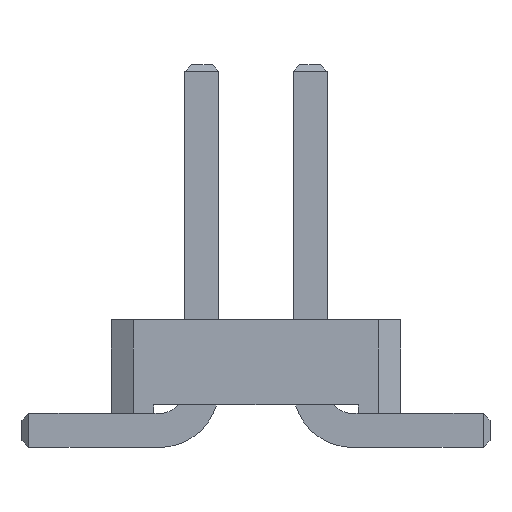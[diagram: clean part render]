
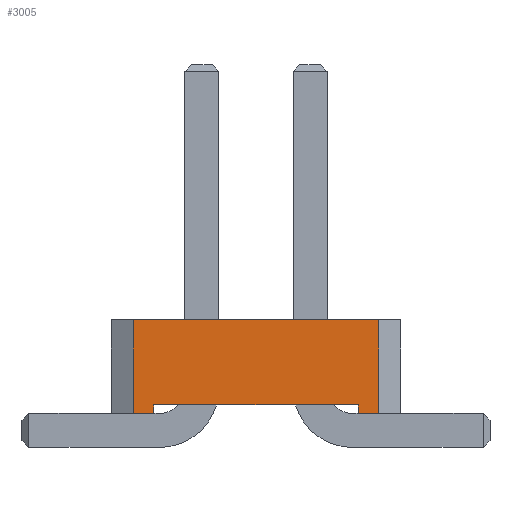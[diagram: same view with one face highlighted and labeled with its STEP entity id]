
A CAD part, left-side view. The second image highlights one B-rep face of the part: STEP entity #3005.
In plain terms, the highlighted planar face has unit normal (-1, 0, 0).
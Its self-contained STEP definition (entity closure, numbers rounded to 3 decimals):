
#128 = PLANE('',#129);
#129 = AXIS2_PLACEMENT_3D('',#130,#131,#132);
#130 = CARTESIAN_POINT('',(-2.54,0.,0.4));
#131 = DIRECTION('',(0.,0.,1.));
#132 = DIRECTION('',(1.,0.,0.));
#213 = PLANE('',#214);
#214 = AXIS2_PLACEMENT_3D('',#215,#216,#217);
#215 = CARTESIAN_POINT('',(-3.175,-1.2,0.5));
#216 = DIRECTION('',(0.,0.,1.));
#217 = DIRECTION('',(1.,0.,0.));
#548 = VERTEX_POINT('',#549);
#549 = CARTESIAN_POINT('',(-3.175,1.2,0.5));
#565 = PLANE('',#566);
#566 = AXIS2_PLACEMENT_3D('',#567,#568,#569);
#567 = CARTESIAN_POINT('',(-3.175,1.2,0.5));
#568 = DIRECTION('',(0.,1.,0.));
#569 = DIRECTION('',(0.,0.,-1.));
#606 = VERTEX_POINT('',#607);
#607 = CARTESIAN_POINT('',(-3.175,-1.2,0.5));
#621 = PLANE('',#622);
#622 = AXIS2_PLACEMENT_3D('',#623,#624,#625);
#623 = CARTESIAN_POINT('',(-3.175,-1.2,0.4));
#624 = DIRECTION('',(0.,-1.,0.));
#625 = DIRECTION('',(1.,0.,0.));
#633 = EDGE_CURVE('',#606,#548,#634,.T.);
#634 = SURFACE_CURVE('',#635,(#639,#646),.PCURVE_S1.);
#635 = LINE('',#636,#637);
#636 = CARTESIAN_POINT('',(-3.175,-1.2,0.5));
#637 = VECTOR('',#638,1.);
#638 = DIRECTION('',(0.,1.,0.));
#639 = PCURVE('',#213,#640);
#640 = DEFINITIONAL_REPRESENTATION('',(#641),#645);
#641 = LINE('',#642,#643);
#642 = CARTESIAN_POINT('',(0.,0.));
#643 = VECTOR('',#644,1.);
#644 = DIRECTION('',(0.,1.));
#645 = ( GEOMETRIC_REPRESENTATION_CONTEXT(2) 
PARAMETRIC_REPRESENTATION_CONTEXT() REPRESENTATION_CONTEXT('2D SPACE',''
  ) );
#646 = PCURVE('',#647,#652);
#647 = PLANE('',#648);
#648 = AXIS2_PLACEMENT_3D('',#649,#650,#651);
#649 = CARTESIAN_POINT('',(-3.175,1.44,0.4));
#650 = DIRECTION('',(-1.,-0.,0.));
#651 = DIRECTION('',(0.,-1.,0.));
#652 = DEFINITIONAL_REPRESENTATION('',(#653),#657);
#653 = LINE('',#654,#655);
#654 = CARTESIAN_POINT('',(2.64,0.1));
#655 = VECTOR('',#656,1.);
#656 = DIRECTION('',(-1.,0.));
#657 = ( GEOMETRIC_REPRESENTATION_CONTEXT(2) 
PARAMETRIC_REPRESENTATION_CONTEXT() REPRESENTATION_CONTEXT('2D SPACE',''
  ) );
#1760 = VERTEX_POINT('',#1761);
#1761 = CARTESIAN_POINT('',(-3.175,-1.44,0.4));
#1775 = PLANE('',#1776);
#1776 = AXIS2_PLACEMENT_3D('',#1777,#1778,#1779);
#1777 = CARTESIAN_POINT('',(-3.175,-1.44,0.4));
#1778 = DIRECTION('',(-0.866,-0.5,0.
    ));
#1779 = DIRECTION('',(0.,0.,1.));
#1787 = EDGE_CURVE('',#1788,#1760,#1790,.T.);
#1788 = VERTEX_POINT('',#1789);
#1789 = CARTESIAN_POINT('',(-3.175,-1.2,0.4));
#1790 = SURFACE_CURVE('',#1791,(#1795,#1802),.PCURVE_S1.);
#1791 = LINE('',#1792,#1793);
#1792 = CARTESIAN_POINT('',(-3.175,-1.2,0.4));
#1793 = VECTOR('',#1794,1.);
#1794 = DIRECTION('',(0.,-1.,0.));
#1795 = PCURVE('',#128,#1796);
#1796 = DEFINITIONAL_REPRESENTATION('',(#1797),#1801);
#1797 = LINE('',#1798,#1799);
#1798 = CARTESIAN_POINT('',(-0.635,-1.2));
#1799 = VECTOR('',#1800,1.);
#1800 = DIRECTION('',(0.,-1.));
#1801 = ( GEOMETRIC_REPRESENTATION_CONTEXT(2) 
PARAMETRIC_REPRESENTATION_CONTEXT() REPRESENTATION_CONTEXT('2D SPACE',''
  ) );
#1802 = PCURVE('',#647,#1803);
#1803 = DEFINITIONAL_REPRESENTATION('',(#1804),#1808);
#1804 = LINE('',#1805,#1806);
#1805 = CARTESIAN_POINT('',(2.64,0.));
#1806 = VECTOR('',#1807,1.);
#1807 = DIRECTION('',(1.,0.));
#1808 = ( GEOMETRIC_REPRESENTATION_CONTEXT(2) 
PARAMETRIC_REPRESENTATION_CONTEXT() REPRESENTATION_CONTEXT('2D SPACE',''
  ) );
#2191 = PLANE('',#2192);
#2192 = AXIS2_PLACEMENT_3D('',#2193,#2194,#2195);
#2193 = CARTESIAN_POINT('',(-2.54,0.,1.5));
#2194 = DIRECTION('',(0.,0.,1.));
#2195 = DIRECTION('',(1.,0.,0.));
#2281 = EDGE_CURVE('',#2282,#548,#2284,.T.);
#2282 = VERTEX_POINT('',#2283);
#2283 = CARTESIAN_POINT('',(-3.175,1.2,0.4));
#2284 = SURFACE_CURVE('',#2285,(#2289,#2296),.PCURVE_S1.);
#2285 = LINE('',#2286,#2287);
#2286 = CARTESIAN_POINT('',(-3.175,1.2,0.4));
#2287 = VECTOR('',#2288,1.);
#2288 = DIRECTION('',(0.,0.,1.));
#2289 = PCURVE('',#565,#2290);
#2290 = DEFINITIONAL_REPRESENTATION('',(#2291),#2295);
#2291 = LINE('',#2292,#2293);
#2292 = CARTESIAN_POINT('',(0.1,0.));
#2293 = VECTOR('',#2294,1.);
#2294 = DIRECTION('',(-1.,-0.));
#2295 = ( GEOMETRIC_REPRESENTATION_CONTEXT(2) 
PARAMETRIC_REPRESENTATION_CONTEXT() REPRESENTATION_CONTEXT('2D SPACE',''
  ) );
#2296 = PCURVE('',#647,#2297);
#2297 = DEFINITIONAL_REPRESENTATION('',(#2298),#2302);
#2298 = LINE('',#2299,#2300);
#2299 = CARTESIAN_POINT('',(0.24,0.));
#2300 = VECTOR('',#2301,1.);
#2301 = DIRECTION('',(0.,1.));
#2302 = ( GEOMETRIC_REPRESENTATION_CONTEXT(2) 
PARAMETRIC_REPRESENTATION_CONTEXT() REPRESENTATION_CONTEXT('2D SPACE',''
  ) );
#2320 = PLANE('',#2321);
#2321 = AXIS2_PLACEMENT_3D('',#2322,#2323,#2324);
#2322 = CARTESIAN_POINT('',(-2.54,0.,0.4));
#2323 = DIRECTION('',(0.,0.,1.));
#2324 = DIRECTION('',(1.,0.,0.));
#2934 = EDGE_CURVE('',#1788,#606,#2935,.T.);
#2935 = SURFACE_CURVE('',#2936,(#2940,#2947),.PCURVE_S1.);
#2936 = LINE('',#2937,#2938);
#2937 = CARTESIAN_POINT('',(-3.175,-1.2,0.4));
#2938 = VECTOR('',#2939,1.);
#2939 = DIRECTION('',(0.,0.,1.));
#2940 = PCURVE('',#621,#2941);
#2941 = DEFINITIONAL_REPRESENTATION('',(#2942),#2946);
#2942 = LINE('',#2943,#2944);
#2943 = CARTESIAN_POINT('',(0.,0.));
#2944 = VECTOR('',#2945,1.);
#2945 = DIRECTION('',(0.,1.));
#2946 = ( GEOMETRIC_REPRESENTATION_CONTEXT(2) 
PARAMETRIC_REPRESENTATION_CONTEXT() REPRESENTATION_CONTEXT('2D SPACE',''
  ) );
#2947 = PCURVE('',#647,#2948);
#2948 = DEFINITIONAL_REPRESENTATION('',(#2949),#2953);
#2949 = LINE('',#2950,#2951);
#2950 = CARTESIAN_POINT('',(2.64,0.));
#2951 = VECTOR('',#2952,1.);
#2952 = DIRECTION('',(0.,1.));
#2953 = ( GEOMETRIC_REPRESENTATION_CONTEXT(2) 
PARAMETRIC_REPRESENTATION_CONTEXT() REPRESENTATION_CONTEXT('2D SPACE',''
  ) );
#3005 = ADVANCED_FACE('',(#3006),#647,.T.);
#3006 = FACE_BOUND('',#3007,.T.);
#3007 = EDGE_LOOP('',(#3008,#3009,#3032,#3055,#3083,#3104,#3105,#3106));
#3008 = ORIENTED_EDGE('',*,*,#1787,.T.);
#3009 = ORIENTED_EDGE('',*,*,#3010,.T.);
#3010 = EDGE_CURVE('',#1760,#3011,#3013,.T.);
#3011 = VERTEX_POINT('',#3012);
#3012 = CARTESIAN_POINT('',(-3.175,-1.44,1.5));
#3013 = SURFACE_CURVE('',#3014,(#3018,#3025),.PCURVE_S1.);
#3014 = LINE('',#3015,#3016);
#3015 = CARTESIAN_POINT('',(-3.175,-1.44,0.4));
#3016 = VECTOR('',#3017,1.);
#3017 = DIRECTION('',(0.,0.,1.));
#3018 = PCURVE('',#647,#3019);
#3019 = DEFINITIONAL_REPRESENTATION('',(#3020),#3024);
#3020 = LINE('',#3021,#3022);
#3021 = CARTESIAN_POINT('',(2.88,0.));
#3022 = VECTOR('',#3023,1.);
#3023 = DIRECTION('',(0.,1.));
#3024 = ( GEOMETRIC_REPRESENTATION_CONTEXT(2) 
PARAMETRIC_REPRESENTATION_CONTEXT() REPRESENTATION_CONTEXT('2D SPACE',''
  ) );
#3025 = PCURVE('',#1775,#3026);
#3026 = DEFINITIONAL_REPRESENTATION('',(#3027),#3031);
#3027 = LINE('',#3028,#3029);
#3028 = CARTESIAN_POINT('',(0.,0.));
#3029 = VECTOR('',#3030,1.);
#3030 = DIRECTION('',(1.,0.));
#3031 = ( GEOMETRIC_REPRESENTATION_CONTEXT(2) 
PARAMETRIC_REPRESENTATION_CONTEXT() REPRESENTATION_CONTEXT('2D SPACE',''
  ) );
#3032 = ORIENTED_EDGE('',*,*,#3033,.F.);
#3033 = EDGE_CURVE('',#3034,#3011,#3036,.T.);
#3034 = VERTEX_POINT('',#3035);
#3035 = CARTESIAN_POINT('',(-3.175,1.44,1.5));
#3036 = SURFACE_CURVE('',#3037,(#3041,#3048),.PCURVE_S1.);
#3037 = LINE('',#3038,#3039);
#3038 = CARTESIAN_POINT('',(-3.175,1.44,1.5));
#3039 = VECTOR('',#3040,1.);
#3040 = DIRECTION('',(0.,-1.,0.));
#3041 = PCURVE('',#647,#3042);
#3042 = DEFINITIONAL_REPRESENTATION('',(#3043),#3047);
#3043 = LINE('',#3044,#3045);
#3044 = CARTESIAN_POINT('',(0.,1.1));
#3045 = VECTOR('',#3046,1.);
#3046 = DIRECTION('',(1.,0.));
#3047 = ( GEOMETRIC_REPRESENTATION_CONTEXT(2) 
PARAMETRIC_REPRESENTATION_CONTEXT() REPRESENTATION_CONTEXT('2D SPACE',''
  ) );
#3048 = PCURVE('',#2191,#3049);
#3049 = DEFINITIONAL_REPRESENTATION('',(#3050),#3054);
#3050 = LINE('',#3051,#3052);
#3051 = CARTESIAN_POINT('',(-0.635,1.44));
#3052 = VECTOR('',#3053,1.);
#3053 = DIRECTION('',(0.,-1.));
#3054 = ( GEOMETRIC_REPRESENTATION_CONTEXT(2) 
PARAMETRIC_REPRESENTATION_CONTEXT() REPRESENTATION_CONTEXT('2D SPACE',''
  ) );
#3055 = ORIENTED_EDGE('',*,*,#3056,.F.);
#3056 = EDGE_CURVE('',#3057,#3034,#3059,.T.);
#3057 = VERTEX_POINT('',#3058);
#3058 = CARTESIAN_POINT('',(-3.175,1.44,0.4));
#3059 = SURFACE_CURVE('',#3060,(#3064,#3071),.PCURVE_S1.);
#3060 = LINE('',#3061,#3062);
#3061 = CARTESIAN_POINT('',(-3.175,1.44,0.4));
#3062 = VECTOR('',#3063,1.);
#3063 = DIRECTION('',(0.,0.,1.));
#3064 = PCURVE('',#647,#3065);
#3065 = DEFINITIONAL_REPRESENTATION('',(#3066),#3070);
#3066 = LINE('',#3067,#3068);
#3067 = CARTESIAN_POINT('',(0.,0.));
#3068 = VECTOR('',#3069,1.);
#3069 = DIRECTION('',(0.,1.));
#3070 = ( GEOMETRIC_REPRESENTATION_CONTEXT(2) 
PARAMETRIC_REPRESENTATION_CONTEXT() REPRESENTATION_CONTEXT('2D SPACE',''
  ) );
#3071 = PCURVE('',#3072,#3077);
#3072 = PLANE('',#3073);
#3073 = AXIS2_PLACEMENT_3D('',#3074,#3075,#3076);
#3074 = CARTESIAN_POINT('',(-3.025,1.7,0.4));
#3075 = DIRECTION('',(-0.866,0.5,0.)
  );
#3076 = DIRECTION('',(-0.5,-0.866,0.
    ));
#3077 = DEFINITIONAL_REPRESENTATION('',(#3078),#3082);
#3078 = LINE('',#3079,#3080);
#3079 = CARTESIAN_POINT('',(0.3,0.));
#3080 = VECTOR('',#3081,1.);
#3081 = DIRECTION('',(0.,1.));
#3082 = ( GEOMETRIC_REPRESENTATION_CONTEXT(2) 
PARAMETRIC_REPRESENTATION_CONTEXT() REPRESENTATION_CONTEXT('2D SPACE',''
  ) );
#3083 = ORIENTED_EDGE('',*,*,#3084,.T.);
#3084 = EDGE_CURVE('',#3057,#2282,#3085,.T.);
#3085 = SURFACE_CURVE('',#3086,(#3090,#3097),.PCURVE_S1.);
#3086 = LINE('',#3087,#3088);
#3087 = CARTESIAN_POINT('',(-3.175,1.44,0.4));
#3088 = VECTOR('',#3089,1.);
#3089 = DIRECTION('',(0.,-1.,0.));
#3090 = PCURVE('',#647,#3091);
#3091 = DEFINITIONAL_REPRESENTATION('',(#3092),#3096);
#3092 = LINE('',#3093,#3094);
#3093 = CARTESIAN_POINT('',(0.,0.));
#3094 = VECTOR('',#3095,1.);
#3095 = DIRECTION('',(1.,0.));
#3096 = ( GEOMETRIC_REPRESENTATION_CONTEXT(2) 
PARAMETRIC_REPRESENTATION_CONTEXT() REPRESENTATION_CONTEXT('2D SPACE',''
  ) );
#3097 = PCURVE('',#2320,#3098);
#3098 = DEFINITIONAL_REPRESENTATION('',(#3099),#3103);
#3099 = LINE('',#3100,#3101);
#3100 = CARTESIAN_POINT('',(-0.635,1.44));
#3101 = VECTOR('',#3102,1.);
#3102 = DIRECTION('',(0.,-1.));
#3103 = ( GEOMETRIC_REPRESENTATION_CONTEXT(2) 
PARAMETRIC_REPRESENTATION_CONTEXT() REPRESENTATION_CONTEXT('2D SPACE',''
  ) );
#3104 = ORIENTED_EDGE('',*,*,#2281,.T.);
#3105 = ORIENTED_EDGE('',*,*,#633,.F.);
#3106 = ORIENTED_EDGE('',*,*,#2934,.F.);
